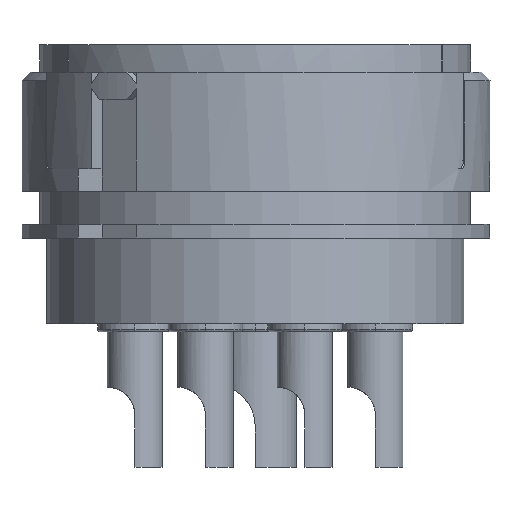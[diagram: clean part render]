
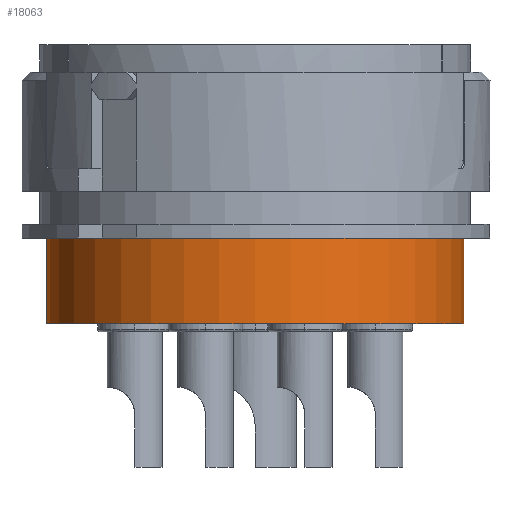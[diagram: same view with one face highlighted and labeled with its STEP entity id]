
A CAD part, left-side view. The second image highlights one B-rep face of the part: STEP entity #18063.
In plain terms, the highlighted cylindrical face has radius 7.55 mm (diameter 15.1 mm), a partial arc.
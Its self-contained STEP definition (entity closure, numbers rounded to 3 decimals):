
#1446=DIRECTION('',(0.,0.,-1.));
#1447=VECTOR('',#1446,3.1);
#1448=CARTESIAN_POINT('',(0.,-7.55,-2.5));
#1449=LINE('',#1448,#1447);
#1450=DIRECTION('',(0.,0.,-1.));
#1451=VECTOR('',#1450,3.1);
#1452=CARTESIAN_POINT('',(0.,7.55,-2.5));
#1453=LINE('',#1452,#1451);
#1454=CARTESIAN_POINT('',(0.,0.,-2.5));
#1455=DIRECTION('',(0.,0.,-1.));
#1456=DIRECTION('',(0.,-1.,0.));
#1457=AXIS2_PLACEMENT_3D('',#1454,#1455,#1456);
#1459=CARTESIAN_POINT('',(0.,0.,-5.6));
#1460=DIRECTION('',(0.,0.,-1.));
#1461=DIRECTION('',(0.,-1.,0.));
#1462=AXIS2_PLACEMENT_3D('',#1459,#1460,#1461);
#12490=CARTESIAN_POINT('',(0.,-7.55,-2.5));
#12491=CARTESIAN_POINT('',(0.,-7.55,-5.6));
#12492=VERTEX_POINT('',#12490);
#12493=VERTEX_POINT('',#12491);
#12494=CARTESIAN_POINT('',(0.,7.55,-2.5));
#12495=CARTESIAN_POINT('',(0.,7.55,-5.6));
#12496=VERTEX_POINT('',#12494);
#12497=VERTEX_POINT('',#12495);
#18051=CARTESIAN_POINT('',(0.,0.,-6.105));
#18052=DIRECTION('',(0.,0.,1.));
#18053=DIRECTION('',(0.,1.,0.));
#18054=AXIS2_PLACEMENT_3D('',#18051,#18052,#18053);
#18055=CYLINDRICAL_SURFACE('',#18054,7.55);
#18056=ORIENTED_EDGE('',*,*,#18041,.T.);
#18058=ORIENTED_EDGE('',*,*,#18057,.T.);
#18059=ORIENTED_EDGE('',*,*,#18044,.F.);
#18060=ORIENTED_EDGE('',*,*,#17888,.F.);
#18061=EDGE_LOOP('',(#18056,#18058,#18059,#18060));
#18062=FACE_OUTER_BOUND('',#18061,.F.);
#1458=CIRCLE('',#1457,7.55);
#1463=CIRCLE('',#1462,7.55);
#17888=EDGE_CURVE('',#12492,#12496,#1458,.T.);
#18041=EDGE_CURVE('',#12492,#12493,#1449,.T.);
#18044=EDGE_CURVE('',#12496,#12497,#1453,.T.);
#18057=EDGE_CURVE('',#12493,#12497,#1463,.T.);
#18063=ADVANCED_FACE('',(#18062),#18055,.T.);
